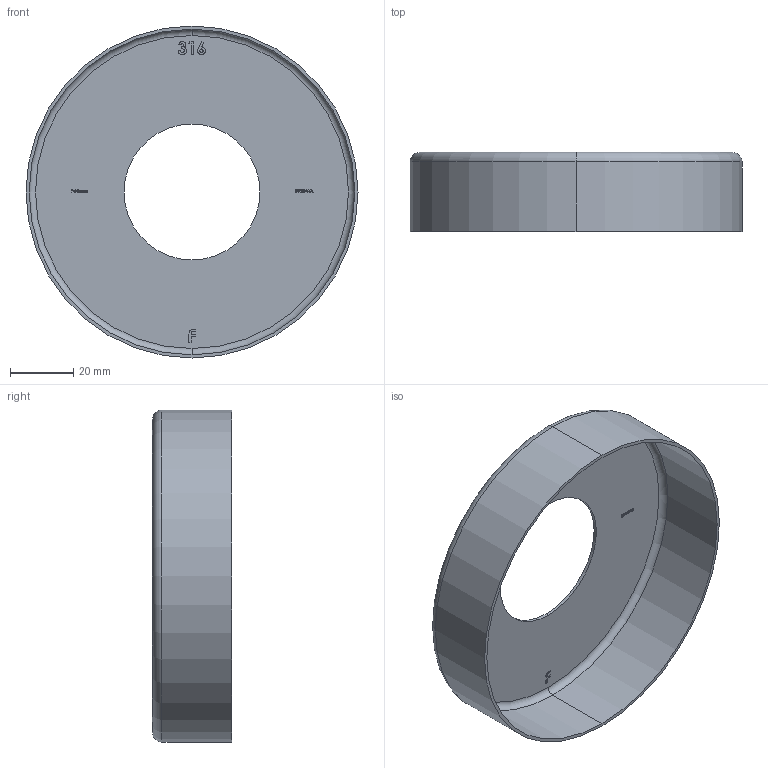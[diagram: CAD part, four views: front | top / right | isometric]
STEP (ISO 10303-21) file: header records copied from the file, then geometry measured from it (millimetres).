
FILE_DESCRIPTION (( 'STEP AP203' ), '1' );
FILE_NAME ('50152-V4A.step', '2020-11-05T12:44:24', ( '' ), ( '' ), 'SwSTEP 2.0', 'SolidWorks 2018', '' );
FILE_SCHEMA (( 'CONFIG_CONTROL_DESIGN' ));
Length unit declared in the file: millimetre
Products named in the file (2): 50152-V4A
Bounding box: 105 x 25 x 105 mm (x, y, z)
Volume: 14692.6 mm3; surface area: 29864.5 mm2
Topology: 1 solids, 1 shells, 278 faces, 737 edges, 490 vertices
Faces by surface type: plane 166, bspline 102, cylinder 6, torus 4
Entity records: 14124 total; most frequent: CARTESIAN_POINT 7737, ORIENTED_EDGE 1474, DIRECTION 909, EDGE_CURVE 737, LINE 513, VECTOR 513, VERTEX_POINT 490, EDGE_LOOP 309
